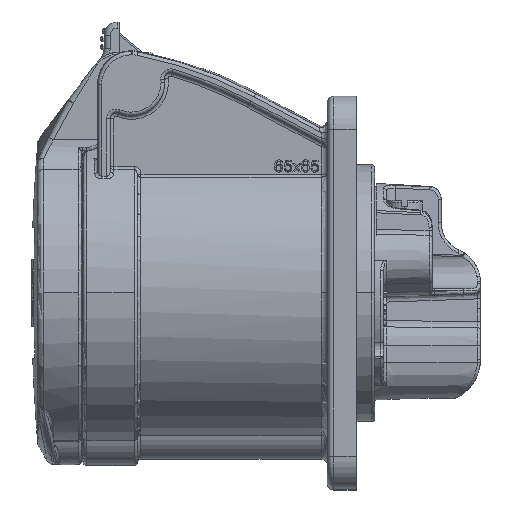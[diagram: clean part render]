
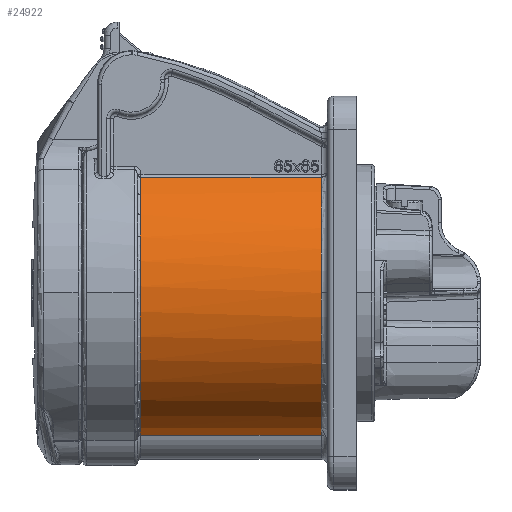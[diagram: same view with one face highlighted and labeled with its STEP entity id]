
A CAD part, top view. The second image highlights one B-rep face of the part: STEP entity #24922.
In plain terms, the highlighted cylindrical face has radius 24.05 mm (diameter 48.1 mm), a partial arc.
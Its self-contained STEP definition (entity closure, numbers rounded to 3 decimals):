
#1872 = DIRECTION ( 'NONE',  ( -1., 0., 0. ) ) ;
#2465 = CARTESIAN_POINT ( 'NONE',  ( -80.105, 16.048, 14.537 ) ) ;
#3697 = CARTESIAN_POINT ( 'NONE',  ( 15.039, 16.048, 14.537 ) ) ;
#4017 = CARTESIAN_POINT ( 'NONE',  ( -14.85, 16.038, 14.551 ) ) ;
#4118 = EDGE_CURVE ( 'NONE', #8037, #44919, #50296, .T. ) ;
#4796 = CIRCLE ( 'NONE', #16068, 24.05 ) ;
#4905 = CARTESIAN_POINT ( 'NONE',  ( 15.039, -3.111, 0. ) ) ;
#4914 = DIRECTION ( 'NONE',  ( -1., 0., 0. ) ) ;
#5024 = DIRECTION ( 'NONE',  ( 0., 0., -1. ) ) ;
#7186 = EDGE_CURVE ( 'NONE', #39730, #28989, #4796, .T. ) ;
#7750 = ORIENTED_EDGE ( 'NONE', *, *, #18404, .T. ) ;
#7992 = CARTESIAN_POINT ( 'NONE',  ( -14.858, 16.023, 14.57 ) ) ;
#8037 = VERTEX_POINT ( 'NONE', #3697 ) ;
#8238 = CARTESIAN_POINT ( 'NONE',  ( -14.861, -26.605, 5.14 ) ) ;
#8876 = DIRECTION ( 'NONE',  ( 1., 0., 0. ) ) ;
#8997 = CIRCLE ( 'NONE', #28199, 24.05 ) ;
#11296 = ORIENTED_EDGE ( 'NONE', *, *, #36381, .T. ) ;
#11748 = CARTESIAN_POINT ( 'NONE',  ( 15.039, -3.111, 24.05 ) ) ;
#11833 = CARTESIAN_POINT ( 'NONE',  ( -14.846, 16.043, 14.544 ) ) ;
#12007 = CARTESIAN_POINT ( 'NONE',  ( -14.861, 16.003, 14.597 ) ) ;
#16068 = AXIS2_PLACEMENT_3D ( 'NONE', #21248, #21185, #21171 ) ;
#16171 = CARTESIAN_POINT ( 'NONE',  ( 15.039, -3.111, 0. ) ) ;
#16235 = DIRECTION ( 'NONE',  ( -1., 0., 0. ) ) ;
#16289 = DIRECTION ( 'NONE',  ( 0., 0., 1. ) ) ;
#17339 = EDGE_CURVE ( 'NONE', #35793, #23454, #23090, .T. ) ;
#17800 = EDGE_CURVE ( 'NONE', #23454, #8037, #8997, .T. ) ;
#18404 = EDGE_CURVE ( 'NONE', #28989, #35793, #26391, .T. ) ;
#18987 = ORIENTED_EDGE ( 'NONE', *, *, #17800, .T. ) ;
#19003 = B_SPLINE_CURVE_WITH_KNOTS ( 'NONE', 3,
 ( #51198, #11833, #4017, #31741, #7992, #35743, #12007 ),
 .UNSPECIFIED., .F., .F.,
 ( 4, 3, 4 ),
 ( 0., 0., 0. ),
 .UNSPECIFIED. ) ;
#21171 = DIRECTION ( 'NONE',  ( 0., 0., -1. ) ) ;
#21185 = DIRECTION ( 'NONE',  ( 1., 0., 0. ) ) ;
#21248 = CARTESIAN_POINT ( 'NONE',  ( -14.861, -3.111, 0. ) ) ;
#23090 = CIRCLE ( 'NONE', #40703, 24.05 ) ;
#23168 = EDGE_LOOP ( 'NONE', ( #29734, #18987, #44733, #11296, #50824, #7750 ) ) ;
#23454 = VERTEX_POINT ( 'NONE', #11748 ) ;
#24922 = ADVANCED_FACE ( 'NONE', ( #45898 ), #46258, .T. ) ;
#25409 = CARTESIAN_POINT ( 'NONE',  ( -80.105, -26.605, 5.14 ) ) ;
#25552 = VECTOR ( 'NONE', #25918, 1000. ) ;
#25918 = DIRECTION ( 'NONE',  ( 1., 0., 0. ) ) ;
#26391 = LINE ( 'NONE', #25409, #25552 ) ;
#28199 = AXIS2_PLACEMENT_3D ( 'NONE', #16171, #16235, #16289 ) ;
#28989 = VERTEX_POINT ( 'NONE', #8238 ) ;
#29118 = CARTESIAN_POINT ( 'NONE',  ( 15.039, -26.605, 5.14 ) ) ;
#29734 = ORIENTED_EDGE ( 'NONE', *, *, #17339, .T. ) ;
#31741 = CARTESIAN_POINT ( 'NONE',  ( -14.853, 16.033, 14.558 ) ) ;
#32623 = CARTESIAN_POINT ( 'NONE',  ( -80.105, -3.111, 0. ) ) ;
#35743 = CARTESIAN_POINT ( 'NONE',  ( -14.861, 16.013, 14.583 ) ) ;
#35793 = VERTEX_POINT ( 'NONE', #29118 ) ;
#36381 = EDGE_CURVE ( 'NONE', #44919, #39730, #19003, .T. ) ;
#37028 = AXIS2_PLACEMENT_3D ( 'NONE', #32623, #8876, #48260 ) ;
#38944 = CARTESIAN_POINT ( 'NONE',  ( -14.861, 16.003, 14.597 ) ) ;
#39730 = VERTEX_POINT ( 'NONE', #38944 ) ;
#40703 = AXIS2_PLACEMENT_3D ( 'NONE', #4905, #4914, #5024 ) ;
#42888 = CARTESIAN_POINT ( 'NONE',  ( -14.841, 16.048, 14.537 ) ) ;
#44733 = ORIENTED_EDGE ( 'NONE', *, *, #4118, .T. ) ;
#44919 = VERTEX_POINT ( 'NONE', #42888 ) ;
#45898 = FACE_OUTER_BOUND ( 'NONE', #23168, .T. ) ;
#46258 = CYLINDRICAL_SURFACE ( 'NONE', #37028, 24.05 ) ;
#48260 = DIRECTION ( 'NONE',  ( 0., 0., -1. ) ) ;
#49638 = VECTOR ( 'NONE', #1872, 1000. ) ;
#50296 = LINE ( 'NONE', #2465, #49638 ) ;
#50824 = ORIENTED_EDGE ( 'NONE', *, *, #7186, .T. ) ;
#51198 = CARTESIAN_POINT ( 'NONE',  ( -14.841, 16.048, 14.537 ) ) ;
